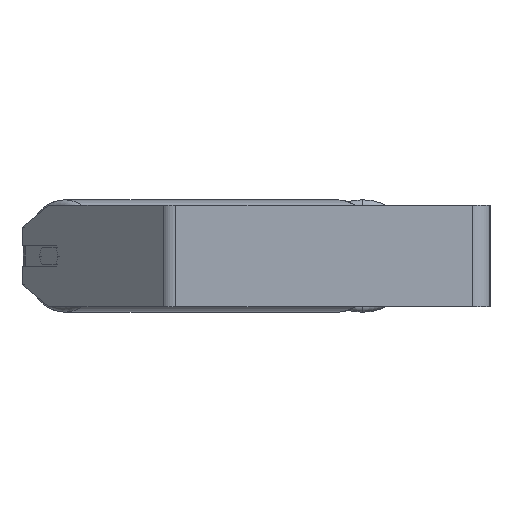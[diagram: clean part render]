
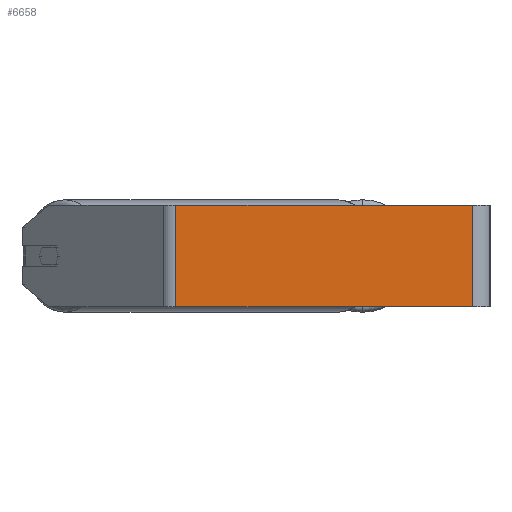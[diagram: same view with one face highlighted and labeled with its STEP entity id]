
A CAD part, left-side view. The second image highlights one B-rep face of the part: STEP entity #6658.
In plain terms, the highlighted planar face has unit normal (-1, 0, 0).
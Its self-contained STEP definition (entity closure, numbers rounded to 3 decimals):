
#249 = ORIENTED_EDGE ( 'NONE', *, *, #5463, .T. ) ;
#284 = DIRECTION ( 'NONE',  ( 0., 0., -1. ) ) ;
#423 = DIRECTION ( 'NONE',  ( 1., 0., 0. ) ) ;
#1047 = VERTEX_POINT ( 'NONE', #1999 ) ;
#1883 = PLANE ( 'NONE',  #4615 ) ;
#1911 = DIRECTION ( 'NONE',  ( 0., -1., 0. ) ) ;
#1934 = DIRECTION ( 'NONE',  ( 0., 0., -1. ) ) ;
#1999 = CARTESIAN_POINT ( 'NONE',  ( -525., 14., 40. ) ) ;
#2131 = ORIENTED_EDGE ( 'NONE', *, *, #3254, .F. ) ;
#2718 = CARTESIAN_POINT ( 'NONE',  ( -525., 248.605, 40. ) ) ;
#2875 = VECTOR ( 'NONE', #6415, 1000. ) ;
#2935 = EDGE_CURVE ( 'NONE', #1047, #5078, #5592, .T. ) ;
#3254 = EDGE_CURVE ( 'NONE', #4351, #1047, #8543, .T. ) ;
#3302 = CARTESIAN_POINT ( 'NONE',  ( -525., 248.605, 40. ) ) ;
#3421 = EDGE_CURVE ( 'NONE', #6833, #5078, #7977, .T. ) ;
#3821 = CARTESIAN_POINT ( 'NONE',  ( -525., 254.404, 40. ) ) ;
#3848 = CARTESIAN_POINT ( 'NONE',  ( -525., 254.404, 40. ) ) ;
#4302 = VECTOR ( 'NONE', #284, 1000. ) ;
#4351 = VERTEX_POINT ( 'NONE', #2718 ) ;
#4529 = ORIENTED_EDGE ( 'NONE', *, *, #3421, .T. ) ;
#4615 = AXIS2_PLACEMENT_3D ( 'NONE', #3821, #423, #8615 ) ;
#4679 = CARTESIAN_POINT ( 'NONE',  ( -525., 254.404, -40. ) ) ;
#5078 = VERTEX_POINT ( 'NONE', #5247 ) ;
#5199 = LINE ( 'NONE', #3302, #7722 ) ;
#5247 = CARTESIAN_POINT ( 'NONE',  ( -525., 14., -40. ) ) ;
#5463 = EDGE_CURVE ( 'NONE', #4351, #6833, #5199, .T. ) ;
#5592 = LINE ( 'NONE', #8309, #4302 ) ;
#5631 = EDGE_LOOP ( 'NONE', ( #4529, #6373, #2131, #249 ) ) ;
#6209 = CARTESIAN_POINT ( 'NONE',  ( -525., 248.605, -40. ) ) ;
#6373 = ORIENTED_EDGE ( 'NONE', *, *, #2935, .F. ) ;
#6415 = DIRECTION ( 'NONE',  ( 0., -1., 0. ) ) ;
#6658 = ADVANCED_FACE ( 'NONE', ( #7147 ), #1883, .F. ) ;
#6833 = VERTEX_POINT ( 'NONE', #6209 ) ;
#7147 = FACE_OUTER_BOUND ( 'NONE', #5631, .T. ) ;
#7722 = VECTOR ( 'NONE', #1934, 1000. ) ;
#7833 = VECTOR ( 'NONE', #1911, 1000. ) ;
#7977 = LINE ( 'NONE', #4679, #7833 ) ;
#8309 = CARTESIAN_POINT ( 'NONE',  ( -525., 14., 40. ) ) ;
#8543 = LINE ( 'NONE', #3848, #2875 ) ;
#8615 = DIRECTION ( 'NONE',  ( 0., 0., -1. ) ) ;
